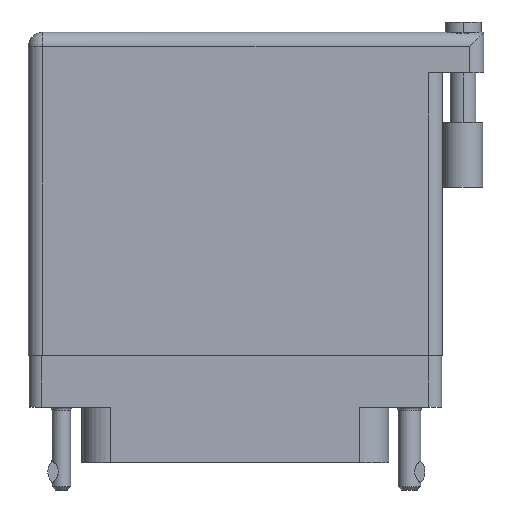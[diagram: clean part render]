
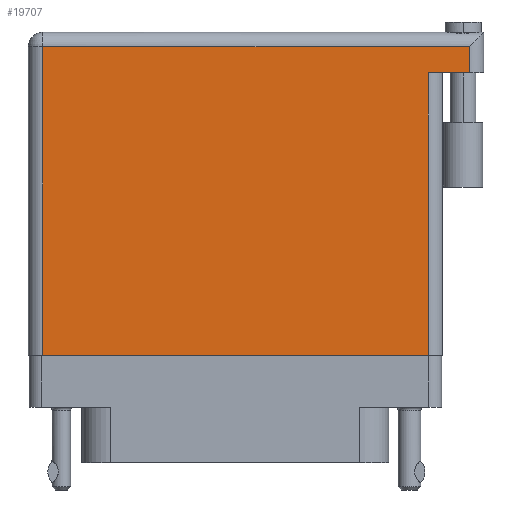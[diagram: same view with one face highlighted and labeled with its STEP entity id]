
A CAD part, front view. The second image highlights one B-rep face of the part: STEP entity #19707.
In plain terms, the highlighted face is planar.
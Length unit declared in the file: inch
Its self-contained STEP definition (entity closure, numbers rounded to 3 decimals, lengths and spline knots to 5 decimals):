
#2816 = PLANE ( 'NONE',  #11351 ) ;
#5015 = ORIENTED_EDGE ( 'NONE', *, *, #28745, .T. ) ;
#5244 = LINE ( 'NONE', #31167, #32986 ) ;
#5897 = DIRECTION ( 'NONE',  ( 0., -1., 0. ) ) ;
#7415 = LINE ( 'NONE', #27367, #26285 ) ;
#10043 = EDGE_CURVE ( 'NONE', #32020, #15136, #14068, .T. ) ;
#10930 = CARTESIAN_POINT ( 'NONE',  ( 0.934, 1.269, 0.4495 ) ) ;
#11351 = AXIS2_PLACEMENT_3D ( 'NONE', #32570, #13566, #32727 ) ;
#11722 = LINE ( 'NONE', #43203, #19387 ) ;
#11881 = VERTEX_POINT ( 'NONE', #29771 ) ;
#13566 = DIRECTION ( 'NONE',  ( 0., 0., -1. ) ) ;
#14068 = LINE ( 'NONE', #28023, #40664 ) ;
#15136 = VERTEX_POINT ( 'NONE', #33332 ) ;
#19387 = VECTOR ( 'NONE', #47170, 39.37008 ) ;
#19707 = ADVANCED_FACE ( 'NONE', ( #26525 ), #2816, .F. ) ;
#20043 = EDGE_CURVE ( 'NONE', #15136, #33653, #7415, .T. ) ;
#21156 = LINE ( 'NONE', #10930, #42472 ) ;
#23339 = ORIENTED_EDGE ( 'NONE', *, *, #35288, .F. ) ;
#23921 = DIRECTION ( 'NONE',  ( -1., 0., 0. ) ) ;
#26285 = VECTOR ( 'NONE', #5897, 39.37008 ) ;
#26525 = FACE_OUTER_BOUND ( 'NONE', #35012, .T. ) ;
#27367 = CARTESIAN_POINT ( 'NONE',  ( -0.934, -0.1, 0.4495 ) ) ;
#28023 = CARTESIAN_POINT ( 'NONE',  ( -1.004, 1.396, 0.4495 ) ) ;
#28384 = EDGE_CURVE ( 'NONE', #39183, #36773, #21156, .T. ) ;
#28745 = EDGE_CURVE ( 'NONE', #11881, #32020, #32384, .T. ) ;
#29771 = CARTESIAN_POINT ( 'NONE',  ( 1.134, 1.269, 0.4495 ) ) ;
#29815 = CARTESIAN_POINT ( 'NONE',  ( 1.134, 1.396, 0.4495 ) ) ;
#31167 = CARTESIAN_POINT ( 'NONE',  ( 1.204, 1.269, 0.4495 ) ) ;
#32020 = VERTEX_POINT ( 'NONE', #29815 ) ;
#32306 = ORIENTED_EDGE ( 'NONE', *, *, #35422, .T. ) ;
#32384 = LINE ( 'NONE', #47181, #37675 ) ;
#32570 = CARTESIAN_POINT ( 'NONE',  ( -1.004, 1.466, 0.4495 ) ) ;
#32727 = DIRECTION ( 'NONE',  ( -1., 0., 0. ) ) ;
#32986 = VECTOR ( 'NONE', #45881, 39.37008 ) ;
#33332 = CARTESIAN_POINT ( 'NONE',  ( -0.934, 1.396, 0.4495 ) ) ;
#33653 = VERTEX_POINT ( 'NONE', #36661 ) ;
#34742 = ORIENTED_EDGE ( 'NONE', *, *, #10043, .T. ) ;
#35012 = EDGE_LOOP ( 'NONE', ( #32306, #36247, #23339, #5015, #34742, #44480 ) ) ;
#35288 = EDGE_CURVE ( 'NONE', #11881, #36773, #5244, .T. ) ;
#35422 = EDGE_CURVE ( 'NONE', #33653, #39183, #11722, .T. ) ;
#36247 = ORIENTED_EDGE ( 'NONE', *, *, #28384, .T. ) ;
#36661 = CARTESIAN_POINT ( 'NONE',  ( -0.934, -0.1, 0.4495 ) ) ;
#36773 = VERTEX_POINT ( 'NONE', #39312 ) ;
#37675 = VECTOR ( 'NONE', #46859, 39.37008 ) ;
#39183 = VERTEX_POINT ( 'NONE', #46973 ) ;
#39312 = CARTESIAN_POINT ( 'NONE',  ( 0.934, 1.269, 0.4495 ) ) ;
#40664 = VECTOR ( 'NONE', #23921, 39.37008 ) ;
#41304 = DIRECTION ( 'NONE',  ( 0., 1., 0. ) ) ;
#42472 = VECTOR ( 'NONE', #41304, 39.37008 ) ;
#43203 = CARTESIAN_POINT ( 'NONE',  ( -1.004, -0.1, 0.4495 ) ) ;
#44480 = ORIENTED_EDGE ( 'NONE', *, *, #20043, .T. ) ;
#45881 = DIRECTION ( 'NONE',  ( -1., 0., 0. ) ) ;
#46859 = DIRECTION ( 'NONE',  ( 0., 1., 0. ) ) ;
#46973 = CARTESIAN_POINT ( 'NONE',  ( 0.934, -0.1, 0.4495 ) ) ;
#47170 = DIRECTION ( 'NONE',  ( 1., 0., 0. ) ) ;
#47181 = CARTESIAN_POINT ( 'NONE',  ( 1.134, 1.466, 0.4495 ) ) ;
